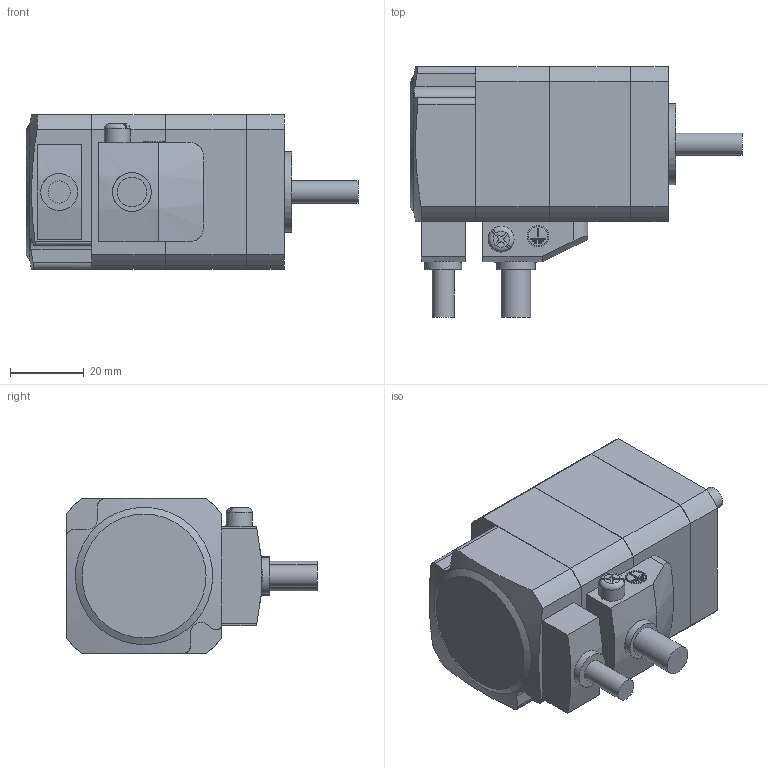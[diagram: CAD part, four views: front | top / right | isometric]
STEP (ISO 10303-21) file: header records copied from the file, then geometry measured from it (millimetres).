
FILE_DESCRIPTION( ( 'STEP AP214' ), '1' );
FILE_NAME( 'AZM46A0C.stp', '2019-10-24T01:43:34', ( '' ), ( '' ), ' ', 'PARTsolutions', ' ' );
FILE_SCHEMA( ( 'AUTOMOTIVE_DESIGN { 1 0 10303 214 1 1 1 1 }' ) );
Length unit declared in the file: millimetre
Products named in the file (1): _AZM46A0C
Bounding box: 90 x 68 x 42 mm (x, y, z)
Volume: 131323.9 mm3; surface area: 17549 mm2
Topology: 1 solids, 1 shells, 175 faces, 454 edges, 297 vertices
Faces by surface type: plane 90, cylinder 72, cone 10, torus 2, sphere 1
Full cylindrical faces by diameter (mm): 2.459 x4, 5.2 x1, 5.8 x1, 6 x2, 7 x1, 8 x1, 10 x1, 10.5 x1, 22 x1
Entity records: 6937 total; most frequent: CARTESIAN_POINT 1231, DIRECTION 917, ORIENTED_EDGE 850, EDGE_CURVE 425, AXIS2_PLACEMENT_3D 333, VERTEX_POINT 295, LINE 251, VECTOR 251
